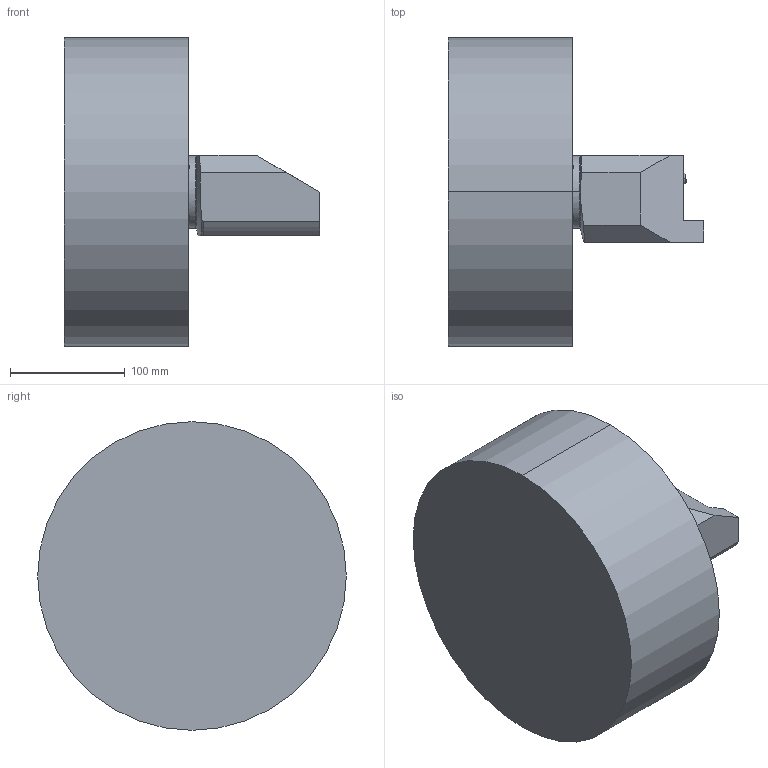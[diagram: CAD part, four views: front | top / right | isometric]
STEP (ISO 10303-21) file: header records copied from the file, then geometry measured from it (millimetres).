
FILE_DESCRIPTION (( 'STEP AP214' ), '1' );
FILE_NAME ('PS6-V25.R11.130.STEP', '2016-02-10T14:07:27', ( 'SWIAdmin' ), ( 'Hewlett-Packard Company' ), 'SwSTEP 2.0', 'SolidWorks 2015', '' );
FILE_SCHEMA (( 'AUTOMOTIVE_DESIGN' ));
Length unit declared in the file: millimetre
Products named in the file (6): KU1-U14.001.012; KU1-U14.001.012_2; KU1-U14.001.012_1; ISO 4026 - M12 x 20; PS6-V25.R11.130_A; PS6-V25.R11.130
Assembly tree (7 placements, depth 3):
  PS6-V25.R11.130
    PS6-V25.R11.130_A
    ISO 4026 - M12 x 20  x3
    KU1-U14.001.012
      KU1-U14.001.012_1
      KU1-U14.001.012_2
Bounding box: 223.32 x 269.4 x 269.4 mm (x, y, z)
Volume: 6636400.6 mm3; surface area: 266518.7 mm2
Topology: 7 solids, 7 shells, 228 faces, 549 edges, 334 vertices
Faces by surface type: plane 68, cone 65, cylinder 56, torus 32, sphere 4, bspline 3
Entity records: 6762 total; most frequent: CARTESIAN_POINT 1876, DIRECTION 986, ORIENTED_EDGE 936, EDGE_CURVE 468, AXIS2_PLACEMENT_3D 407, VERTEX_POINT 288, EDGE_LOOP 220, CIRCLE 201
